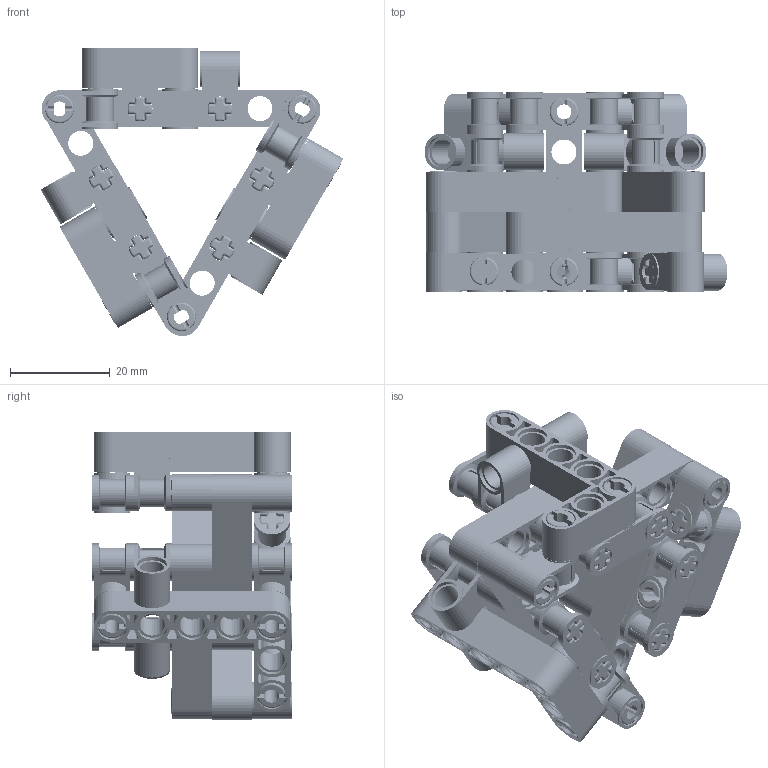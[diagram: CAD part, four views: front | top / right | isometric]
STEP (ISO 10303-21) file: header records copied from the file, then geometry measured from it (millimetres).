
FILE_DESCRIPTION(/* description */ (''),/* implementation_level */ '2;1');
FILE_NAME(/* name */ 'Manipulatorv2 v2.step',/* time_stamp */ '2020-06-20T01:15:51+02:00',/* author */ (''),/* organization */ (''),/* preprocessor_version */ 'ST-DEVELOPER v18.1',/* originating_system */ 'Autodesk Translation Framework v9.3.0.1241',/* authorisation */ '');
FILE_SCHEMA (('AUTOMOTIVE_DESIGN { 1 0 10303 214 3 1 1 }'));
Products named in the file (9): Manipulatorv2; Lego32526; Lego43093; Lego4459; Lego6558; Lego32073; Lego32316; Lego32184; Lego6536
Assembly tree (14 placements, depth 2):
  Manipulatorv2
    Lego32526
    Lego43093
    Lego4459  x2
    Lego6536  x3
    Lego6558
    Lego32184  x2
    Lego32073  x2
    Lego32316  x2
Bounding box: 60.6 x 40 x 57.68 mm (x, y, z)
Volume: 24642.7 mm3; surface area: 47172.3 mm2
Topology: 42 solids, 42 shells, 4185 faces, 11487 edges, 7380 vertices
Faces by surface type: cylinder 1968, plane 1491, torus 432, bspline 252, cone 42
Full cylindrical faces by diameter (mm): 3 x9, 5 x90, 6 x135, 7.35 x63
Entity records: 145416 total; most frequent: CARTESIAN_POINT 53998, ORIENTED_EDGE 19688, DIRECTION 18554, EDGE_CURVE 9844, AXIS2_PLACEMENT_3D 7215, VERTEX_POINT 6426, LINE 4124, VECTOR 4124
